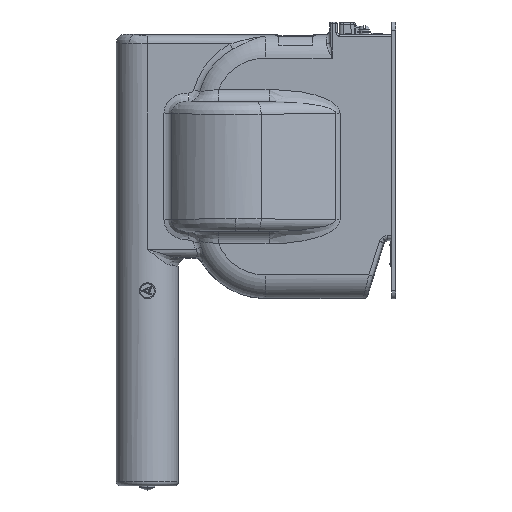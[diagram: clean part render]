
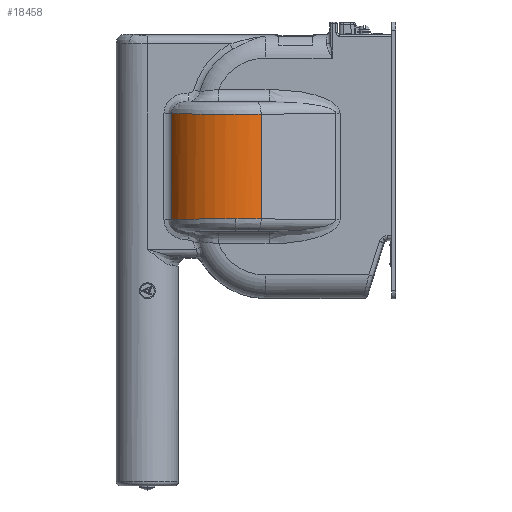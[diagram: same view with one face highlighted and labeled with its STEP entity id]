
A CAD part, left-side view. The second image highlights one B-rep face of the part: STEP entity #18458.
In plain terms, the highlighted cylindrical face has radius 89 mm (diameter 178 mm), a partial arc.
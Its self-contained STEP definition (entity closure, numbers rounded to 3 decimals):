
#762 = EDGE_LOOP ( 'NONE', ( #20889, #19530, #19266, #19267, #19268 ) ) ;
#1250 = LINE ( 'NONE', #4030, #4920 ) ;
#1258 = LINE ( 'NONE', #3972, #1259 ) ;
#1259 = VECTOR ( 'NONE', #3979, 1000. ) ;
#1457 = AXIS2_PLACEMENT_3D ( 'NONE', #5826, #5829, #5828 ) ;
#2248 = CARTESIAN_POINT ( 'NONE',  ( -83.649, 68.605, -63.174 ) ) ;
#2249 = CARTESIAN_POINT ( 'NONE',  ( -89., 99., -63.057 ) ) ;
#2255 = CARTESIAN_POINT ( 'NONE',  ( -83.649, 68.605, 63.174 ) ) ;
#2262 = CARTESIAN_POINT ( 'NONE',  ( -42.702, 177.087, 64.065 ) ) ;
#2263 = CARTESIAN_POINT ( 'NONE',  ( -42.702, 177.087, -64.065 ) ) ;
#3890 = CARTESIAN_POINT ( 'NONE',  ( -89., 99., -63.057 ) ) ;
#3905 = CARTESIAN_POINT ( 'NONE',  ( -89., 88.608, -63.057 ) ) ;
#3906 = CARTESIAN_POINT ( 'NONE',  ( -87.198, 78.373, -63.096 ) ) ;
#3907 = CARTESIAN_POINT ( 'NONE',  ( -83.649, 68.605, -63.174 ) ) ;
#3972 = CARTESIAN_POINT ( 'NONE',  ( -83.649, 68.605, -80. ) ) ;
#3979 = DIRECTION ( 'NONE',  ( 0., 0., 1. ) ) ;
#4014 = CARTESIAN_POINT ( 'NONE',  ( -42.702, 177.087, -64.065 ) ) ;
#4021 = CARTESIAN_POINT ( 'NONE',  ( -71.981, 161.075, -63.428 ) ) ;
#4022 = CARTESIAN_POINT ( 'NONE',  ( -89., 132.371, -63.057 ) ) ;
#4023 = CARTESIAN_POINT ( 'NONE',  ( -89., 99., -63.057 ) ) ;
#4026 = CARTESIAN_POINT ( 'NONE',  ( -83.649, 68.605, 63.174 ) ) ;
#4030 = CARTESIAN_POINT ( 'NONE',  ( -42.702, 177.087, 80. ) ) ;
#4031 = DIRECTION ( 'NONE',  ( 0., 0., -1. ) ) ;
#4033 = CARTESIAN_POINT ( 'NONE',  ( -99.379, 111.896, 62.831 ) ) ;
#4034 = CARTESIAN_POINT ( 'NONE',  ( -83.114, 154.987, 63.185 ) ) ;
#4035 = CARTESIAN_POINT ( 'NONE',  ( -42.702, 177.087, 64.065 ) ) ;
#4920 = VECTOR ( 'NONE', #4031, 1000. ) ;
#4999 = FACE_OUTER_BOUND ( 'NONE', #762, .T. ) ;
#5006 = CYLINDRICAL_SURFACE ( 'NONE', #1457, 89. ) ;
#5826 = CARTESIAN_POINT ( 'NONE',  ( 0., 99., 80. ) ) ;
#5828 = DIRECTION ( 'NONE',  ( 0., -1., 0. ) ) ;
#5829 = DIRECTION ( 'NONE',  ( 0., 0., 1. ) ) ;
#13725 = VERTEX_POINT ( 'NONE', #2248 ) ;
#13726 = VERTEX_POINT ( 'NONE', #2249 ) ;
#13732 = VERTEX_POINT ( 'NONE', #2255 ) ;
#13739 = VERTEX_POINT ( 'NONE', #2262 ) ;
#13740 = VERTEX_POINT ( 'NONE', #2263 ) ;
#18358 = EDGE_CURVE ( 'NONE', #13726, #13725, #21757, .T. ) ;
#18373 = EDGE_CURVE ( 'NONE', #13725, #13732, #1258, .T. ) ;
#18381 = EDGE_CURVE ( 'NONE', #13740, #13726, #21745, .T. ) ;
#18384 = EDGE_CURVE ( 'NONE', #13739, #13740, #1250, .T. ) ;
#18385 = EDGE_CURVE ( 'NONE', #13732, #13739, #21740, .T. ) ;
#18458 = ADVANCED_FACE ( 'NONE', ( #4999 ), #5006, .T. ) ;
#19266 = ORIENTED_EDGE ( 'NONE', *, *, #18381, .T. ) ;
#19267 = ORIENTED_EDGE ( 'NONE', *, *, #18358, .T. ) ;
#19268 = ORIENTED_EDGE ( 'NONE', *, *, #18373, .T. ) ;
#19530 = ORIENTED_EDGE ( 'NONE', *, *, #18384, .T. ) ;
#20889 = ORIENTED_EDGE ( 'NONE', *, *, #18385, .T. ) ;
#21740 =( BOUNDED_CURVE ( )  B_SPLINE_CURVE ( 3, ( #4026, #4033, #4034, #4035 ),
 .UNSPECIFIED., .F., .T. ) 
 B_SPLINE_CURVE_WITH_KNOTS ( ( 4, 4 ),
 ( 2.793, 4.212 ),
 .UNSPECIFIED. ) 
 CURVE ( )  GEOMETRIC_REPRESENTATION_ITEM ( )  RATIONAL_B_SPLINE_CURVE ( ( 1., 0.839, 0.839, 1. ) ) 
 REPRESENTATION_ITEM ( '' )  );
#21745 =( BOUNDED_CURVE ( )  B_SPLINE_CURVE ( 3, ( #4014, #4021, #4022, #4023 ),
 .UNSPECIFIED., .F., .T. ) 
 B_SPLINE_CURVE_WITH_KNOTS ( ( 4, 4 ),
 ( 5.213, 6.283 ),
 .UNSPECIFIED. ) 
 CURVE ( )  GEOMETRIC_REPRESENTATION_ITEM ( )  RATIONAL_B_SPLINE_CURVE ( ( 1., 0.907, 0.907, 1. ) ) 
 REPRESENTATION_ITEM ( '' )  );
#21757 =( BOUNDED_CURVE ( )  B_SPLINE_CURVE ( 3, ( #3890, #3905, #3906, #3907 ),
 .UNSPECIFIED., .F., .T. ) 
 B_SPLINE_CURVE_WITH_KNOTS ( ( 4, 4 ),
 ( 0., 0.349 ),
 .UNSPECIFIED. ) 
 CURVE ( )  GEOMETRIC_REPRESENTATION_ITEM ( )  RATIONAL_B_SPLINE_CURVE ( ( 1., 0.99, 0.99, 1. ) ) 
 REPRESENTATION_ITEM ( '' )  );
